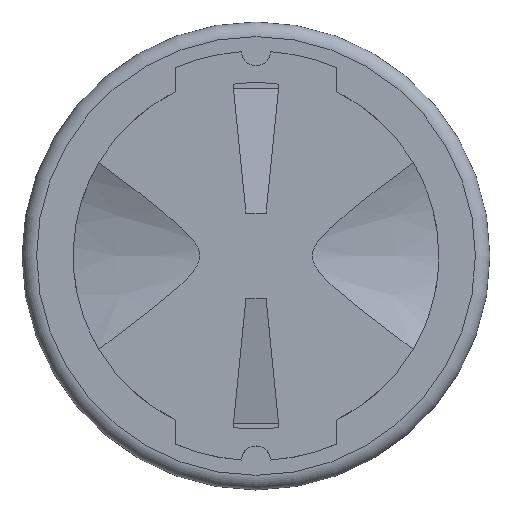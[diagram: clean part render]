
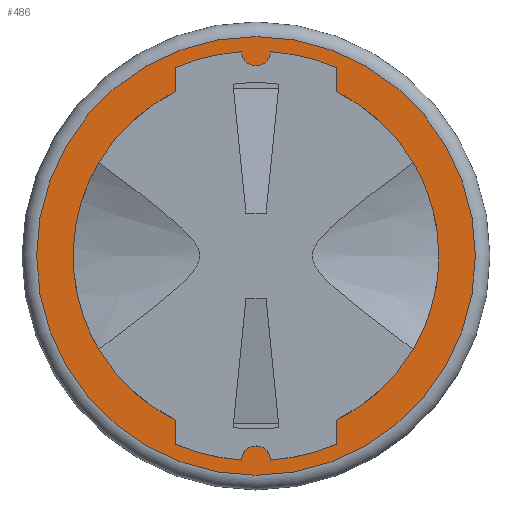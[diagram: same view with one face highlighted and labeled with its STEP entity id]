
A CAD part, top view. The second image highlights one B-rep face of the part: STEP entity #486.
In plain terms, the highlighted planar face has unit normal (0, 0, 1).
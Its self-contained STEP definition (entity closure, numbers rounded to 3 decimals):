
#111=PLANE('',#520);
#129=FACE_BOUND('',#167,.T.);
#135=FACE_OUTER_BOUND('',#166,.T.);
#166=EDGE_LOOP('',(#346));
#167=EDGE_LOOP('',(#347));
#200=CIRCLE('',#518,15.);
#202=CIRCLE('',#521,12.5);
#226=VERTEX_POINT('',#729);
#228=VERTEX_POINT('',#734);
#274=EDGE_CURVE('',#226,#226,#200,.T.);
#276=EDGE_CURVE('',#228,#228,#202,.T.);
#346=ORIENTED_EDGE('',*,*,#274,.F.);
#347=ORIENTED_EDGE('',*,*,#276,.F.);
#486=ADVANCED_FACE('',(#135,#129),#111,.T.);
#518=AXIS2_PLACEMENT_3D('',#730,#577,#578);
#520=AXIS2_PLACEMENT_3D('',#733,#581,#582);
#521=AXIS2_PLACEMENT_3D('',#735,#583,#584);
#577=DIRECTION('center_axis',(0.,0.,-1.));
#578=DIRECTION('ref_axis',(1.,0.,0.));
#581=DIRECTION('center_axis',(0.,0.,1.));
#582=DIRECTION('ref_axis',(1.,0.,0.));
#583=DIRECTION('center_axis',(0.,0.,1.));
#584=DIRECTION('ref_axis',(1.,0.,0.));
#729=CARTESIAN_POINT('',(6.5,12.5,19.));
#730=CARTESIAN_POINT('Origin',(21.5,12.5,19.));
#733=CARTESIAN_POINT('Origin',(21.5,12.5,19.));
#734=CARTESIAN_POINT('',(34.,12.5,19.));
#735=CARTESIAN_POINT('Origin',(21.5,12.5,19.));
